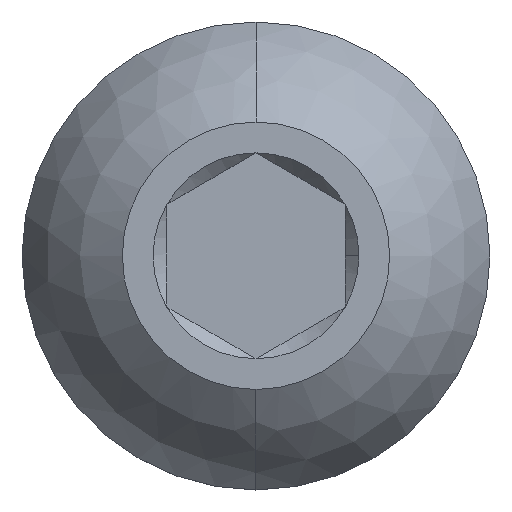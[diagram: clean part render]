
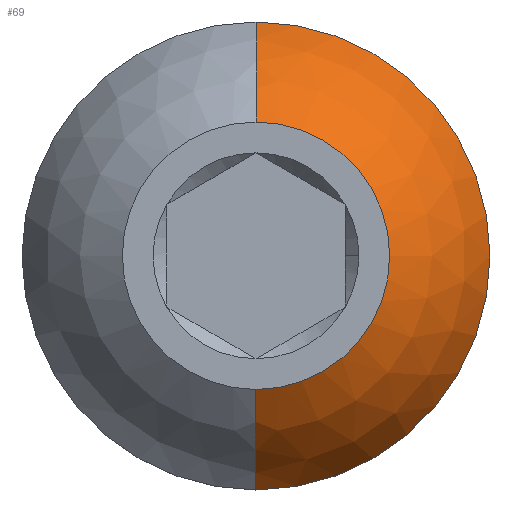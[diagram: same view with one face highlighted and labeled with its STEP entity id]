
A CAD part, top view. The second image highlights one B-rep face of the part: STEP entity #69.
In plain terms, the highlighted spherical face has radius 5.585 mm.
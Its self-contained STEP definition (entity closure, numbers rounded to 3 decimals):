
#51 = VERTEX_POINT ( 'NONE', #89 ) ;
#69 = ADVANCED_FACE ( 'NONE', ( #283 ), #774, .T. ) ;
#78 = EDGE_CURVE ( 'NONE', #202, #753, #702, .T. ) ;
#85 = DIRECTION ( 'NONE',  ( -1., 0., 0. ) ) ;
#89 = CARTESIAN_POINT ( 'NONE',  ( 0., 3., 14.15 ) ) ;
#107 = ORIENTED_EDGE ( 'NONE', *, *, #134, .T. ) ;
#131 = EDGE_CURVE ( 'NONE', #235, #754, #278, .T. ) ;
#134 = EDGE_CURVE ( 'NONE', #235, #202, #744, .T. ) ;
#161 = DIRECTION ( 'NONE',  ( 1., 0., 0. ) ) ;
#166 = DIRECTION ( 'NONE',  ( 0., -1., 0. ) ) ;
#174 = CARTESIAN_POINT ( 'NONE',  ( 0., 0., 9.439 ) ) ;
#202 = VERTEX_POINT ( 'NONE', #397 ) ;
#206 = AXIS2_PLACEMENT_3D ( 'NONE', #209, #468, #227 ) ;
#209 = CARTESIAN_POINT ( 'NONE',  ( 0., 0., 14.15 ) ) ;
#227 = DIRECTION ( 'NONE',  ( 1., 0., 0. ) ) ;
#235 = VERTEX_POINT ( 'NONE', #307 ) ;
#249 = AXIS2_PLACEMENT_3D ( 'NONE', #484, #340, #533 ) ;
#251 = AXIS2_PLACEMENT_3D ( 'NONE', #717, #536, #782 ) ;
#256 = ORIENTED_EDGE ( 'NONE', *, *, #78, .T. ) ;
#261 = CIRCLE ( 'NONE', #815, 5.585 ) ;
#278 = CIRCLE ( 'NONE', #729, 5.585 ) ;
#283 = FACE_OUTER_BOUND ( 'NONE', #808, .T. ) ;
#300 = DIRECTION ( 'NONE',  ( 1., 0., 0. ) ) ;
#307 = CARTESIAN_POINT ( 'NONE',  ( 0., -5.25, 11.345 ) ) ;
#340 = DIRECTION ( 'NONE',  ( 0., 0., 1. ) ) ;
#348 = CARTESIAN_POINT ( 'NONE',  ( 0., 5.25, 11.345 ) ) ;
#352 = CARTESIAN_POINT ( 'NONE',  ( 0., 0., 11.345 ) ) ;
#391 = CIRCLE ( 'NONE', #206, 3. ) ;
#397 = CARTESIAN_POINT ( 'NONE',  ( 5.25, 0., 11.345 ) ) ;
#468 = DIRECTION ( 'NONE',  ( 0., 0., 1. ) ) ;
#470 = DIRECTION ( 'NONE',  ( 0., 0., 1. ) ) ;
#484 = CARTESIAN_POINT ( 'NONE',  ( 0., 0., 11.345 ) ) ;
#493 = DIRECTION ( 'NONE',  ( 0., 0., -1. ) ) ;
#533 = DIRECTION ( 'NONE',  ( 1., 0., 0. ) ) ;
#536 = DIRECTION ( 'NONE',  ( 0., 0., -1. ) ) ;
#571 = ORIENTED_EDGE ( 'NONE', *, *, #813, .T. ) ;
#596 = CARTESIAN_POINT ( 'NONE',  ( 0., 0., 9.439 ) ) ;
#632 = ORIENTED_EDGE ( 'NONE', *, *, #131, .F. ) ;
#667 = AXIS2_PLACEMENT_3D ( 'NONE', #352, #470, #161 ) ;
#702 = CIRCLE ( 'NONE', #667, 5.25 ) ;
#703 = CARTESIAN_POINT ( 'NONE',  ( 0., -3., 14.15 ) ) ;
#717 = CARTESIAN_POINT ( 'NONE',  ( 0., 0., 9.439 ) ) ;
#729 = AXIS2_PLACEMENT_3D ( 'NONE', #596, #85, #166 ) ;
#744 = CIRCLE ( 'NONE', #249, 5.25 ) ;
#751 = EDGE_CURVE ( 'NONE', #754, #51, #391, .T. ) ;
#753 = VERTEX_POINT ( 'NONE', #348 ) ;
#754 = VERTEX_POINT ( 'NONE', #703 ) ;
#774 = SPHERICAL_SURFACE ( 'NONE', #251, 5.585 ) ;
#782 = DIRECTION ( 'NONE',  ( 0., 1., 0. ) ) ;
#808 = EDGE_LOOP ( 'NONE', ( #632, #107, #256, #571, #811 ) ) ;
#811 = ORIENTED_EDGE ( 'NONE', *, *, #751, .F. ) ;
#813 = EDGE_CURVE ( 'NONE', #753, #51, #261, .T. ) ;
#815 = AXIS2_PLACEMENT_3D ( 'NONE', #174, #300, #493 ) ;
